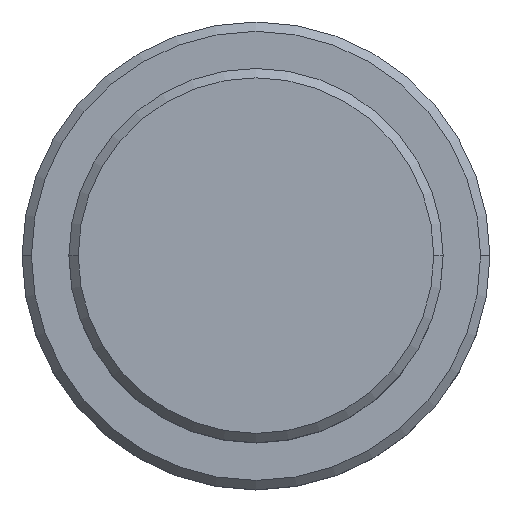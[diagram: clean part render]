
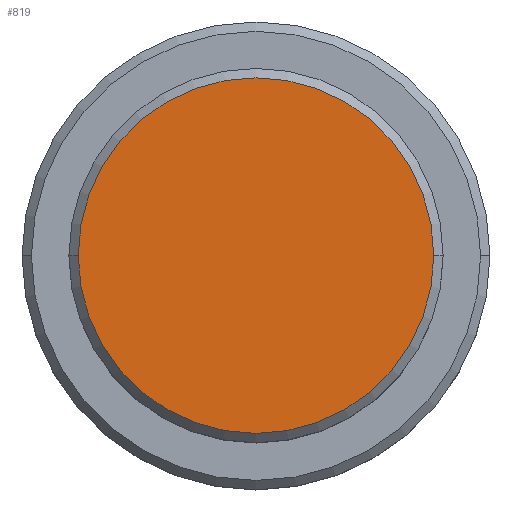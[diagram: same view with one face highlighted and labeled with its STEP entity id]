
A CAD part, top view. The second image highlights one B-rep face of the part: STEP entity #819.
In plain terms, the highlighted planar face has unit normal (0, 0, 1).
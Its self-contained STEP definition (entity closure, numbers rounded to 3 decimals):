
#167 = CARTESIAN_POINT ( 'NONE',  ( 0., 0., 0. ) ) ;
#186 = DIRECTION ( 'NONE',  ( 0., 0., 1. ) ) ;
#202 = DIRECTION ( 'NONE',  ( 0., 0., 1. ) ) ;
#215 = DIRECTION ( 'NONE',  ( 1., 0., 0. ) ) ;
#272 = ORIENTED_EDGE ( 'NONE', *, *, #916, .T. ) ;
#468 = EDGE_CURVE ( 'NONE', #942, #1131, #674, .T. ) ;
#570 = AXIS2_PLACEMENT_3D ( 'NONE', #679, #585, #688 ) ;
#585 = DIRECTION ( 'NONE',  ( 0., 0., 1. ) ) ;
#620 = DIRECTION ( 'NONE',  ( 1., 0., 0. ) ) ;
#674 = CIRCLE ( 'NONE', #570, 9.5 ) ;
#679 = CARTESIAN_POINT ( 'NONE',  ( 0., 0., 0. ) ) ;
#688 = DIRECTION ( 'NONE',  ( 1., 0., 0. ) ) ;
#723 = EDGE_LOOP ( 'NONE', ( #272, #834 ) ) ;
#740 = PLANE ( 'NONE',  #995 ) ;
#819 = ADVANCED_FACE ( 'NONE', ( #1172 ), #740, .T. ) ;
#834 = ORIENTED_EDGE ( 'NONE', *, *, #468, .T. ) ;
#916 = EDGE_CURVE ( 'NONE', #1131, #942, #1383, .T. ) ;
#942 = VERTEX_POINT ( 'NONE', #1036 ) ;
#971 = AXIS2_PLACEMENT_3D ( 'NONE', #167, #186, #620 ) ;
#995 = AXIS2_PLACEMENT_3D ( 'NONE', #1187, #202, #215 ) ;
#1036 = CARTESIAN_POINT ( 'NONE',  ( 9.5, 0., 0. ) ) ;
#1131 = VERTEX_POINT ( 'NONE', #1315 ) ;
#1172 = FACE_OUTER_BOUND ( 'NONE', #723, .T. ) ;
#1187 = CARTESIAN_POINT ( 'NONE',  ( 0., 0., 0. ) ) ;
#1315 = CARTESIAN_POINT ( 'NONE',  ( -9.5, 0., 0. ) ) ;
#1383 = CIRCLE ( 'NONE', #971, 9.5 ) ;
